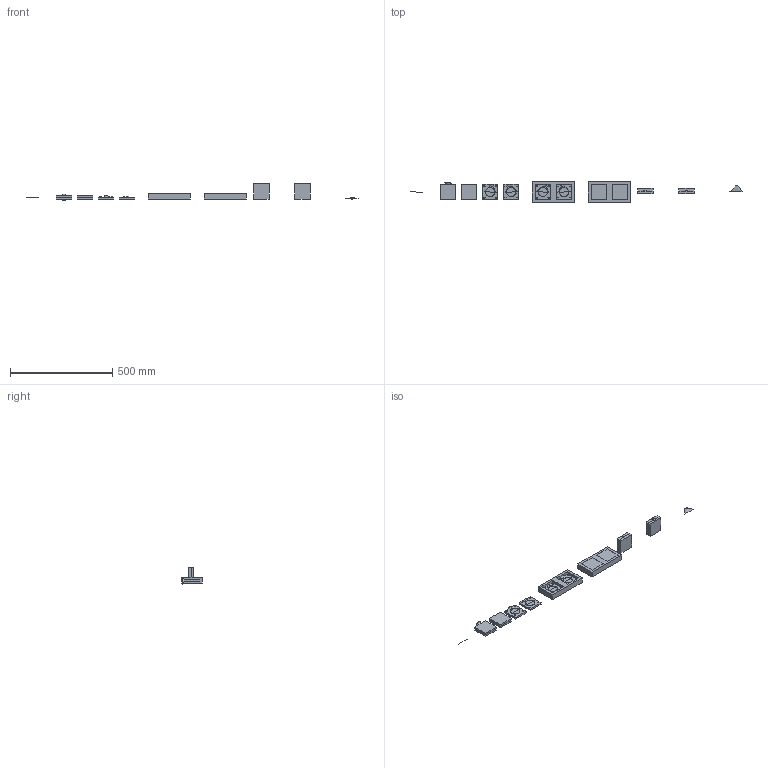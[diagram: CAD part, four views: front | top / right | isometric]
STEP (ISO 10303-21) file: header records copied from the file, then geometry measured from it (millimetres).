
FILE_DESCRIPTION(/* description */ (''),/* implementation_level */ '2;1');
FILE_NAME(/* name */ 'CNC-MI~1',/* time_stamp */ '2017-04-20T14:03:17+02:00',/* author */ (''),/* organization */ (''),/* preprocessor_version */ 'ST-DEVELOPER v15',/* originating_system */ '',/* authorisation */ '');
FILE_SCHEMA (('AUTOMOTIVE_DESIGN'));
Length unit declared in the file: millimetre
Products named in the file (1): Document
Bounding box: 1620.55 x 98.29 x 80.73 mm (x, y, z)
Volume: 1649234.8 mm3; surface area: 346223.3 mm2
Topology: 29 solids, 29 shells, 436 faces, 954 edges, 630 vertices
Faces by surface type: bspline 218, plane 218
Entity records: 14890 total; most frequent: CARTESIAN_POINT 8939, ORIENTED_EDGE 1886, EDGE_CURVE 943, VERTEX_POINT 615, EDGE_LOOP 496, ADVANCED_FACE 436, FACE_OUTER_BOUND 436, B_SPLINE_CURVE_WITH_KNOTS 332
